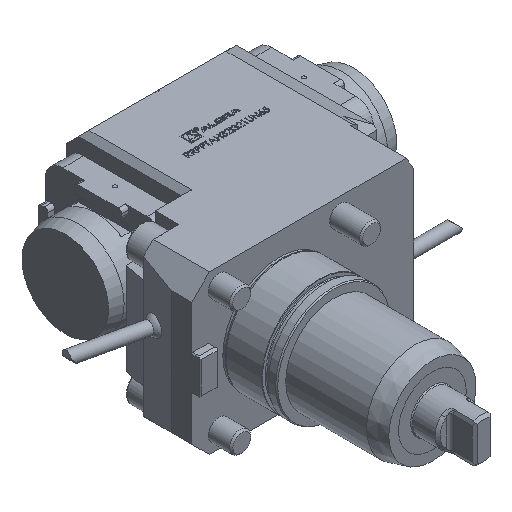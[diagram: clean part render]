
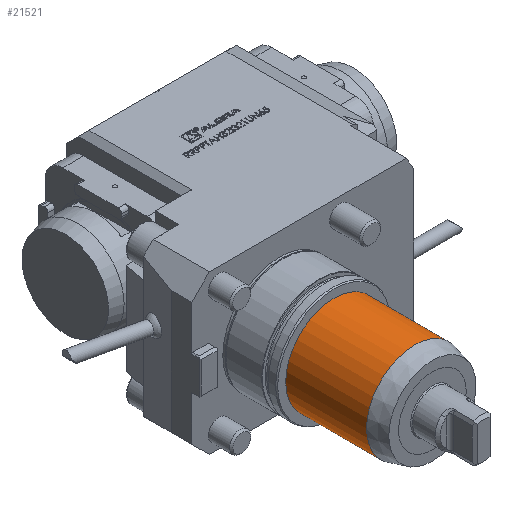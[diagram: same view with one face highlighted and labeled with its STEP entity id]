
A CAD part, isometric view. The second image highlights one B-rep face of the part: STEP entity #21521.
In plain terms, the highlighted cylindrical face has radius 27.5 mm (diameter 55 mm), a full revolution.
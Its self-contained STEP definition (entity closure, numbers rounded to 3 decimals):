
#1609 = VERTEX_POINT ( 'NONE', #21478 ) ;
#1687 = DIRECTION ( 'NONE',  ( 0., 0., -1. ) ) ;
#2331 = EDGE_CURVE ( 'NONE', #1609, #1609, #23536, .T. ) ;
#2676 = AXIS2_PLACEMENT_3D ( 'NONE', #5721, #3560, #25894 ) ;
#2884 = ORIENTED_EDGE ( 'NONE', *, *, #2331, .T. ) ;
#3560 = DIRECTION ( 'NONE',  ( 0., -1., 0. ) ) ;
#4445 = DIRECTION ( 'NONE',  ( 0., -1., 0. ) ) ;
#4702 = DIRECTION ( 'NONE',  ( 0., 0., -1. ) ) ;
#5689 = AXIS2_PLACEMENT_3D ( 'NONE', #18154, #8898, #4702 ) ;
#5721 = CARTESIAN_POINT ( 'NONE',  ( 0., 66., 0. ) ) ;
#8898 = DIRECTION ( 'NONE',  ( 0., -1., 0. ) ) ;
#12096 = AXIS2_PLACEMENT_3D ( 'NONE', #12883, #4445, #1687 ) ;
#12733 = FACE_OUTER_BOUND ( 'NONE', #13741, .T. ) ;
#12883 = CARTESIAN_POINT ( 'NONE',  ( 0., 10., 0. ) ) ;
#13741 = EDGE_LOOP ( 'NONE', ( #2884 ) ) ;
#15168 = EDGE_CURVE ( 'NONE', #22193, #22193, #22818, .T. ) ;
#17413 = CARTESIAN_POINT ( 'NONE',  ( 0., 20., -27.5 ) ) ;
#17470 = ORIENTED_EDGE ( 'NONE', *, *, #15168, .F. ) ;
#17628 = FACE_OUTER_BOUND ( 'NONE', #21400, .T. ) ;
#18154 = CARTESIAN_POINT ( 'NONE',  ( 0., 20., 0. ) ) ;
#21400 = EDGE_LOOP ( 'NONE', ( #17470 ) ) ;
#21478 = CARTESIAN_POINT ( 'NONE',  ( 0., 66., -27.5 ) ) ;
#21521 = ADVANCED_FACE ( 'Defeature completata1_19', ( #12733, #17628 ), #21559, .T. ) ;
#21559 = CYLINDRICAL_SURFACE ( 'NONE', #12096, 27.5 ) ;
#22193 = VERTEX_POINT ( 'NONE', #17413 ) ;
#22818 = CIRCLE ( 'NONE', #5689, 27.5 ) ;
#23536 = CIRCLE ( 'NONE', #2676, 27.5 ) ;
#25894 = DIRECTION ( 'NONE',  ( 0., 0., -1. ) ) ;
